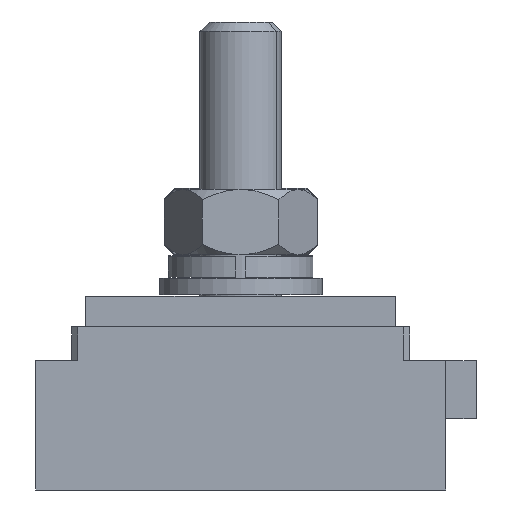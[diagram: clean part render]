
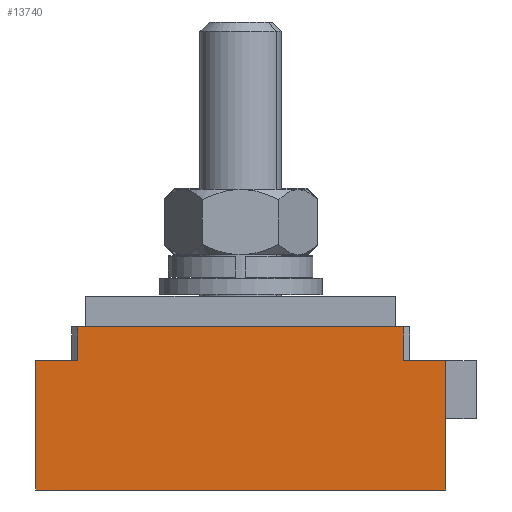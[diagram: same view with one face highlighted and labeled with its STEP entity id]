
A CAD part, front view. The second image highlights one B-rep face of the part: STEP entity #13740.
In plain terms, the highlighted planar face has unit normal (0, -1, 0).
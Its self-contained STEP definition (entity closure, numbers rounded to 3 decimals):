
#7628=DIRECTION('',(1.,0.,0.));
#7629=VECTOR('',#7628,40.2);
#7630=CARTESIAN_POINT('',(-20.1,-73.2,0.));
#7631=LINE('',#7630,#7629);
#7772=DIRECTION('',(0.,0.,1.));
#7773=VECTOR('',#7772,12.7);
#7774=CARTESIAN_POINT('',(-20.1,-73.2,0.));
#7775=LINE('',#7774,#7773);
#7779=DIRECTION('',(0.,0.,1.));
#7780=VECTOR('',#7779,3.3);
#7781=CARTESIAN_POINT('',(-16.,-73.2,12.7));
#7782=LINE('',#7781,#7780);
#7786=DIRECTION('',(1.,0.,0.));
#7787=VECTOR('',#7786,32.);
#7788=CARTESIAN_POINT('',(-16.,-73.2,16.));
#7789=LINE('',#7788,#7787);
#7793=DIRECTION('',(1.,0.,0.));
#7794=VECTOR('',#7793,4.1);
#7795=CARTESIAN_POINT('',(16.,-73.2,12.7));
#7796=LINE('',#7795,#7794);
#8059=DIRECTION('',(0.,0.,1.));
#8060=VECTOR('',#8059,12.7);
#8061=CARTESIAN_POINT('',(20.1,-73.2,0.));
#8062=LINE('',#8061,#8060);
#10215=DIRECTION('',(0.,0.,1.));
#10216=VECTOR('',#10215,3.3);
#10217=CARTESIAN_POINT('',(16.,-73.2,12.7));
#10218=LINE('',#10217,#10216);
#10734=DIRECTION('',(-1.,0.,0.));
#10735=VECTOR('',#10734,4.1);
#10736=CARTESIAN_POINT('',(-16.,-73.2,12.7));
#10737=LINE('',#10736,#10735);
#12333=CARTESIAN_POINT('',(-20.1,-73.2,0.));
#12334=CARTESIAN_POINT('',(20.1,-73.2,0.));
#12335=VERTEX_POINT('',#12333);
#12336=VERTEX_POINT('',#12334);
#12383=CARTESIAN_POINT('',(-20.1,-73.2,12.7));
#12384=VERTEX_POINT('',#12383);
#12385=CARTESIAN_POINT('',(-16.,-73.2,12.7));
#12386=VERTEX_POINT('',#12385);
#12387=CARTESIAN_POINT('',(-16.,-73.2,16.));
#12388=VERTEX_POINT('',#12387);
#12389=CARTESIAN_POINT('',(16.,-73.2,16.));
#12390=VERTEX_POINT('',#12389);
#12391=CARTESIAN_POINT('',(16.,-73.2,12.7));
#12392=VERTEX_POINT('',#12391);
#12393=CARTESIAN_POINT('',(20.1,-73.2,12.7));
#12394=VERTEX_POINT('',#12393);
#13718=CARTESIAN_POINT('',(-20.1,-73.2,0.));
#13719=DIRECTION('',(0.,-1.,0.));
#13720=DIRECTION('',(1.,0.,0.));
#13721=AXIS2_PLACEMENT_3D('',#13718,#13719,#13720);
#13722=PLANE('',#13721);
#13724=ORIENTED_EDGE('',*,*,#13723,.T.);
#13726=ORIENTED_EDGE('',*,*,#13725,.F.);
#13728=ORIENTED_EDGE('',*,*,#13727,.T.);
#13730=ORIENTED_EDGE('',*,*,#13729,.T.);
#13732=ORIENTED_EDGE('',*,*,#13731,.F.);
#13734=ORIENTED_EDGE('',*,*,#13733,.T.);
#13736=ORIENTED_EDGE('',*,*,#13735,.F.);
#13737=ORIENTED_EDGE('',*,*,#13635,.F.);
#13738=EDGE_LOOP('',(#13724,#13726,#13728,#13730,#13732,#13734,#13736,#13737));
#13739=FACE_OUTER_BOUND('',#13738,.F.);
#13635=EDGE_CURVE('',#12335,#12336,#7631,.T.);
#13723=EDGE_CURVE('',#12335,#12384,#7775,.T.);
#13725=EDGE_CURVE('',#12386,#12384,#10737,.T.);
#13727=EDGE_CURVE('',#12386,#12388,#7782,.T.);
#13729=EDGE_CURVE('',#12388,#12390,#7789,.T.);
#13731=EDGE_CURVE('',#12392,#12390,#10218,.T.);
#13733=EDGE_CURVE('',#12392,#12394,#7796,.T.);
#13735=EDGE_CURVE('',#12336,#12394,#8062,.T.);
#13740=ADVANCED_FACE('',(#13739),#13722,.T.);
